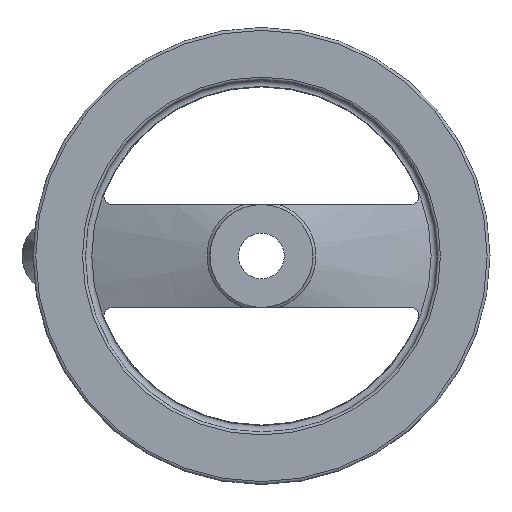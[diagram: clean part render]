
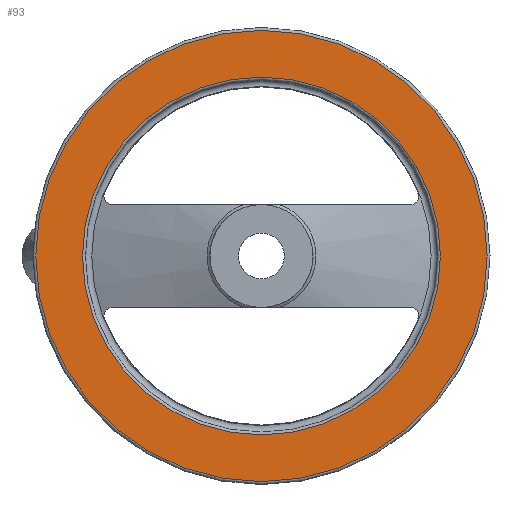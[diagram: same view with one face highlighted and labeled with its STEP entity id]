
A CAD part, left-side view. The second image highlights one B-rep face of the part: STEP entity #93.
In plain terms, the highlighted planar face has unit normal (-1, 0, 0).
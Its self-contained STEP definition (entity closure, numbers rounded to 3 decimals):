
#93 = ADVANCED_FACE( '', ( #206, #207 ), #208, .F. );
#206 = FACE_OUTER_BOUND( '', #334, .T. );
#207 = FACE_BOUND( '', #335, .T. );
#208 = PLANE( '', #336 );
#334 = EDGE_LOOP( '', ( #562 ) );
#335 = EDGE_LOOP( '', ( #563 ) );
#336 = AXIS2_PLACEMENT_3D( '', #564, #565, #566 );
#562 = ORIENTED_EDGE( '', *, *, #710, .F. );
#563 = ORIENTED_EDGE( '', *, *, #714, .T. );
#564 = CARTESIAN_POINT( '', ( 19., 62.64, 0. ) );
#565 = DIRECTION( '', ( 1., 0., 0. ) );
#566 = DIRECTION( '', ( 0., 0., -1. ) );
#710 = EDGE_CURVE( '', #829, #829, #830, .T. );
#714 = EDGE_CURVE( '', #836, #836, #837, .T. );
#829 = VERTEX_POINT( '', #1117 );
#830 = CIRCLE( '', #1118, 79. );
#836 = VERTEX_POINT( '', #1124 );
#837 = CIRCLE( '', #1125, 62.64 );
#1117 = CARTESIAN_POINT( '', ( 19., 0., -79. ) );
#1118 = AXIS2_PLACEMENT_3D( '', #1428, #1429, #1430 );
#1124 = CARTESIAN_POINT( '', ( 19., 0., -62.64 ) );
#1125 = AXIS2_PLACEMENT_3D( '', #1437, #1438, #1439 );
#1428 = CARTESIAN_POINT( '', ( 19., 0., 0. ) );
#1429 = DIRECTION( '', ( 1., 0., 0. ) );
#1430 = DIRECTION( '', ( 0., 0., -1. ) );
#1437 = CARTESIAN_POINT( '', ( 19., 0., 0. ) );
#1438 = DIRECTION( '', ( 1., 0., 0. ) );
#1439 = DIRECTION( '', ( 0., 0., -1. ) );
